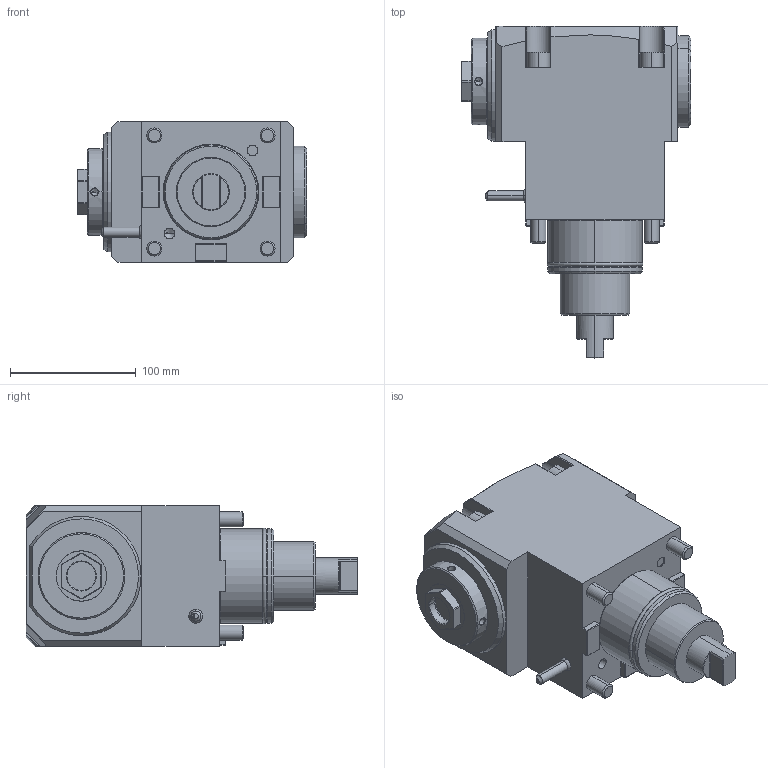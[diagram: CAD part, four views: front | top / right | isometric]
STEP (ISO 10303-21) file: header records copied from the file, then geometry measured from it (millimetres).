
FILE_DESCRIPTION((''),'2;1');
FILE_NAME('NGT2_75_205_32_1_3_110_DO','2024-11-04T',('vali'),('NOVA GRUP'),'PRO/ENGINEER BY PARAMETRIC TECHNOLOGY CORPORATION, 2010280','PRO/ENGINEER BY PARAMETRIC TECHNOLOGY CORPORATION, 2010280','');
FILE_SCHEMA(('CONFIG_CONTROL_DESIGN'));
Length unit declared in the file: millimetre
Products named in the file (1): NGT2_75_205_32_1_3_110_DO
Bounding box: 182.8 x 264 x 112 mm (x, y, z)
Volume: 2642979.6 mm3; surface area: 148352.5 mm2
Topology: 2 solids, 2 shells, 292 faces, 731 edges, 459 vertices
Faces by surface type: plane 146, cylinder 69, cone 45, bspline 12, extrusion 12, torus 6, sphere 2
Entity records: 10633 total; most frequent: CARTESIAN_POINT 3809, ORIENTED_EDGE 1442, DIRECTION 1317, EDGE_CURVE 721, VERTEX_POINT 459, VECTOR 443, AXIS2_PLACEMENT_3D 437, LINE 431
